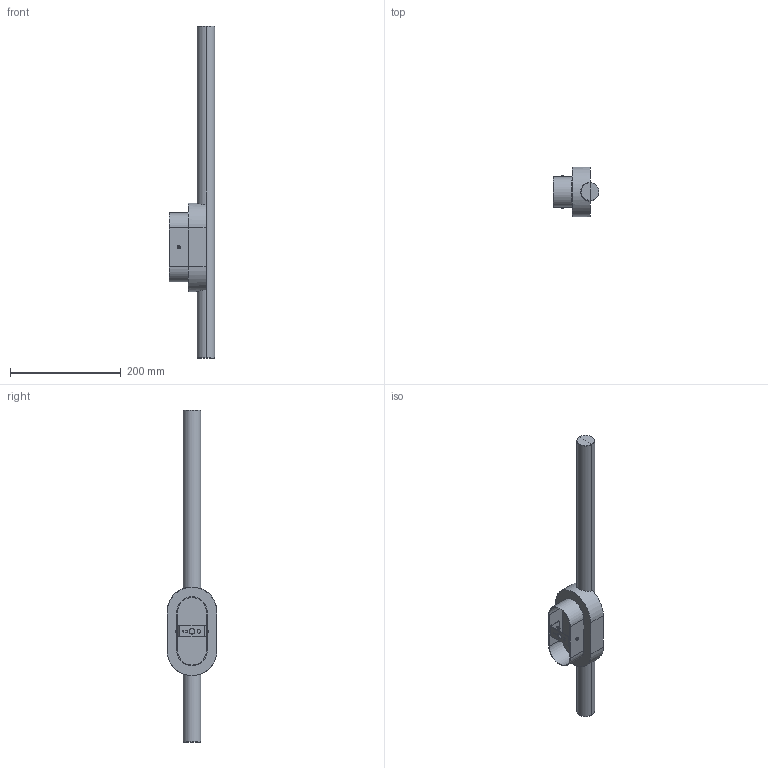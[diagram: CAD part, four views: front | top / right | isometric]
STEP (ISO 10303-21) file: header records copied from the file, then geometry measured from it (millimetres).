
FILE_DESCRIPTION(/* description */ (''),/* implementation_level */ '2;1');
FILE_NAME(/* name */ 'Amor W0418 v1.step',/* time_stamp */ '2025-08-11T09:11:34+02:00',/* author */ (''),/* organization */ (''),/* preprocessor_version */ 'ST-DEVELOPER v20.1',/* originating_system */ 'Autodesk Translation Framework v14.10.0.0',/* authorisation */ '');
FILE_SCHEMA (('AUTOMOTIVE_DESIGN { 1 0 10303 214 3 1 1 }'));
Length unit declared in the file: millimetre
Products named in the file (1): Amor W0418
Bounding box: 83 x 90 x 600 mm (x, y, z)
Volume: 843315.6 mm3; surface area: 182179.4 mm2
Topology: 9 solids, 9 shells, 212 faces, 549 edges, 358 vertices
Faces by surface type: cylinder 120, plane 82, bspline 10
Full cylindrical faces by diameter (mm): 2.356 x14, 2.529 x2, 2.927 x24, 10 x1, 32 x2
Entity records: 12854 total; most frequent: CARTESIAN_POINT 8098, ORIENTED_EDGE 1098, DIRECTION 771, EDGE_CURVE 549, VERTEX_POINT 358, AXIS2_PLACEMENT_3D 271, B_SPLINE_CURVE_WITH_KNOTS 250, LINE 229
